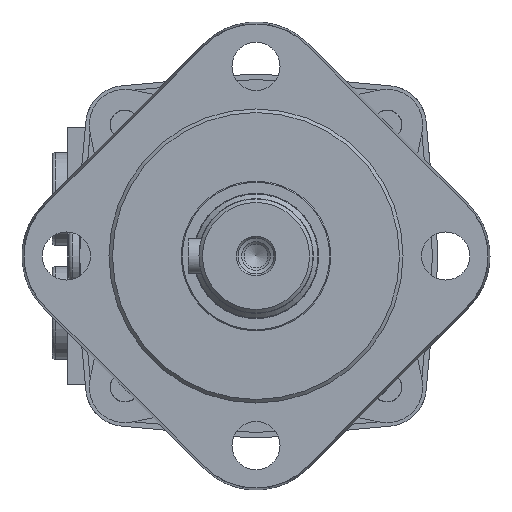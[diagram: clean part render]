
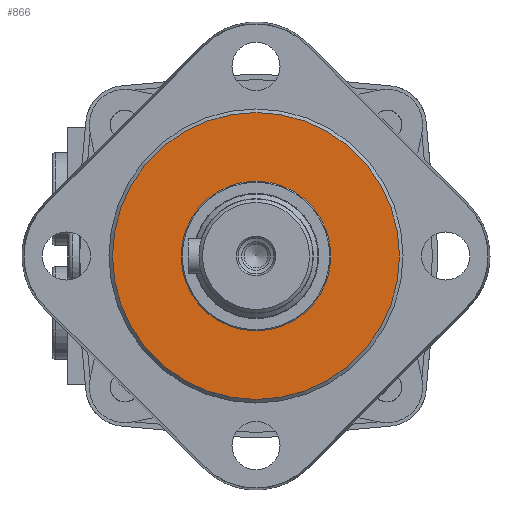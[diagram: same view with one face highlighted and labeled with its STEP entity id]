
A CAD part, left-side view. The second image highlights one B-rep face of the part: STEP entity #866.
In plain terms, the highlighted planar face has unit normal (-1, 0, 0).
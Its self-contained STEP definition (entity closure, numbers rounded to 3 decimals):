
#866 = ADVANCED_FACE( '', ( #1883, #1884 ), #1885, .F. );
#1883 = FACE_OUTER_BOUND( '', #3120, .T. );
#1884 = FACE_BOUND( '', #3121, .T. );
#1885 = PLANE( '', #3122 );
#3120 = EDGE_LOOP( '', ( #5234 ) );
#3121 = EDGE_LOOP( '', ( #5235 ) );
#3122 = AXIS2_PLACEMENT_3D( '', #5236, #5237, #5238 );
#5234 = ORIENTED_EDGE( '', *, *, #7546, .F. );
#5235 = ORIENTED_EDGE( '', *, *, #7547, .T. );
#5236 = CARTESIAN_POINT( '', ( -6.1, 21., 0. ) );
#5237 = DIRECTION( '', ( 1., 0., 0. ) );
#5238 = DIRECTION( '', ( 0., 0., -1. ) );
#7546 = EDGE_CURVE( '', #9175, #9175, #9176, .T. );
#7547 = EDGE_CURVE( '', #9177, #9177, #9178, .T. );
#9175 = VERTEX_POINT( '', #11883 );
#9176 = CIRCLE( '', #11884, 40.25 );
#9177 = VERTEX_POINT( '', #11885 );
#9178 = CIRCLE( '', #11886, 21. );
#11883 = CARTESIAN_POINT( '', ( -6.1, 0., -40.25 ) );
#11884 = AXIS2_PLACEMENT_3D( '', #13640, #13641, #13642 );
#11885 = CARTESIAN_POINT( '', ( -6.1, 0., -21. ) );
#11886 = AXIS2_PLACEMENT_3D( '', #13643, #13644, #13645 );
#13640 = CARTESIAN_POINT( '', ( -6.1, 0., 0. ) );
#13641 = DIRECTION( '', ( 1., 0., 0. ) );
#13642 = DIRECTION( '', ( 0., 0., -1. ) );
#13643 = CARTESIAN_POINT( '', ( -6.1, 0., 0. ) );
#13644 = DIRECTION( '', ( 1., 0., 0. ) );
#13645 = DIRECTION( '', ( 0., 0., -1. ) );
